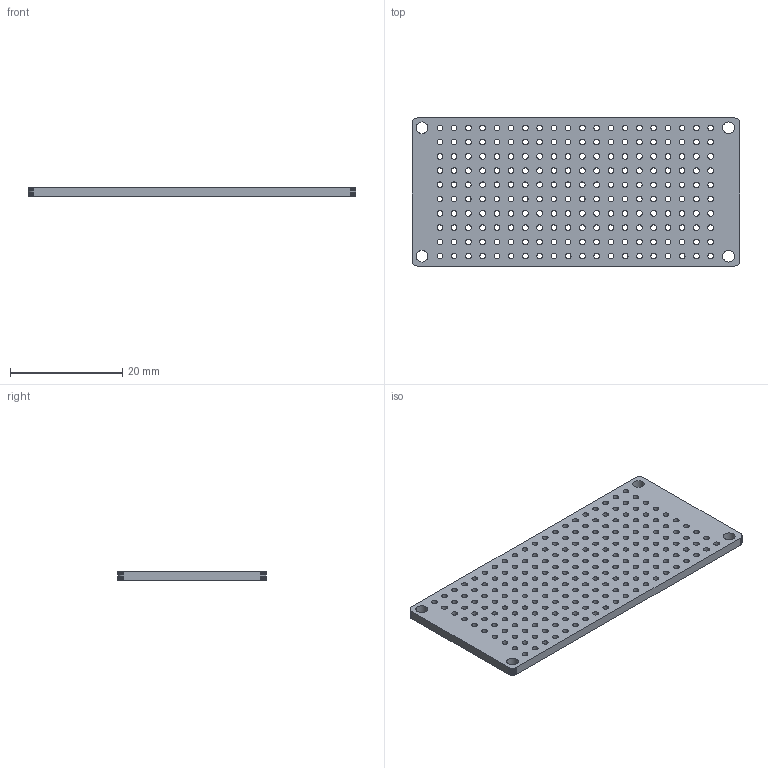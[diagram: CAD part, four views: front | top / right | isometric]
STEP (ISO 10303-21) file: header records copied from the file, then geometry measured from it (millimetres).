
FILE_DESCRIPTION(('PTSolns microWatt Proto'),'2;1');
FILE_NAME( 'PTSolns microWatt Proto.step', '2025-03-05T14:37:27', ('PTSolns'), (''), 'v1.0', '', '');
FILE_SCHEMA(('AUTOMOTIVE_DESIGN { 1 0 10303 214 1 1 1 1 }'));
Length unit declared in the file: millimetre
Products named in the file (2): PTSolns microWatt Proto
Assembly tree (1 placements, depth 2):
  PTSolns microWatt Proto
    PTSolns microWatt Proto
Bounding box: 58.44 x 26.41 x 1.57 mm (x, y, z)
Volume: 2147.9 mm3; surface area: 4031.5 mm2
Topology: 1 solids, 1 shells, 242 faces, 720 edges, 480 vertices
Faces by surface type: cylinder 204, plane 38
Full cylindrical faces by diameter (mm): 1 x200, 2.1 x4
Entity records: 19801 total; most frequent: CARTESIAN_POINT 5332, DIRECTION 2648, ORIENTED_EDGE 1440, PCURVE 1440, DEFINITIONAL_REPRESENTATION 1440, LINE 1344, VECTOR 1344, EDGE_CURVE 720
